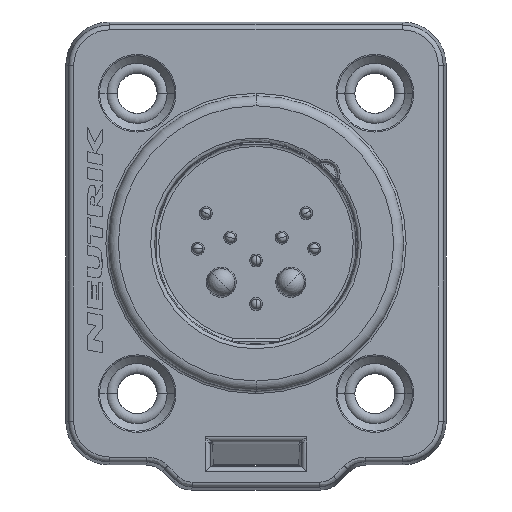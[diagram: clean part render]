
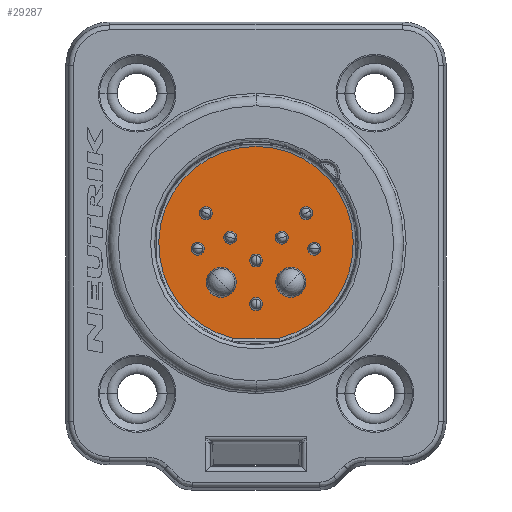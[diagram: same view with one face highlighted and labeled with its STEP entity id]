
A CAD part, top view. The second image highlights one B-rep face of the part: STEP entity #29287.
In plain terms, the highlighted planar face has unit normal (0, 0, 1).
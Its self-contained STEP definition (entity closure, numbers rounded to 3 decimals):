
#8010=CARTESIAN_POINT('',(0.,0.,-6.2));
#8011=DIRECTION('',(0.,0.,1.));
#8012=DIRECTION('',(0.239,-0.971,0.));
#8013=AXIS2_PLACEMENT_3D('',#8010,#8011,#8012);
#8031=DIRECTION('',(-1.,0.,0.));
#8032=VECTOR('',#8031,3.722);
#8033=CARTESIAN_POINT('',(1.861,-7.55,-6.2));
#8034=LINE('',#8033,#8032);
#8035=CARTESIAN_POINT('',(-2.775,-3.1,-6.2));
#8036=DIRECTION('',(0.,0.,1.));
#8037=DIRECTION('',(0.707,-0.707,0.));
#8038=AXIS2_PLACEMENT_3D('',#8035,#8036,#8037);
#8045=CARTESIAN_POINT('',(-2.775,-3.1,-6.2));
#8046=DIRECTION('',(0.,0.,1.));
#8047=DIRECTION('',(-0.707,0.707,0.));
#8048=AXIS2_PLACEMENT_3D('',#8045,#8046,#8047);
#8091=CARTESIAN_POINT('',(-4.,2.43,-6.2));
#8092=DIRECTION('',(0.,0.,-1.));
#8093=DIRECTION('',(0.866,-0.5,0.));
#8094=AXIS2_PLACEMENT_3D('',#8091,#8092,#8093);
#8101=CARTESIAN_POINT('',(-4.,2.43,-6.2));
#8102=DIRECTION('',(0.,0.,-1.));
#8103=DIRECTION('',(-0.866,0.5,0.));
#8104=AXIS2_PLACEMENT_3D('',#8101,#8102,#8103);
#8147=CARTESIAN_POINT('',(-2.055,0.48,-6.2));
#8148=DIRECTION('',(0.,0.,-1.));
#8149=DIRECTION('',(0.966,-0.259,0.));
#8150=AXIS2_PLACEMENT_3D('',#8147,#8148,#8149);
#8157=CARTESIAN_POINT('',(-2.055,0.48,-6.2));
#8158=DIRECTION('',(0.,0.,-1.));
#8159=DIRECTION('',(-0.966,0.259,0.));
#8160=AXIS2_PLACEMENT_3D('',#8157,#8158,#8159);
#8203=CARTESIAN_POINT('',(-4.65,-0.41,-6.2));
#8204=DIRECTION('',(0.,0.,-1.));
#8205=DIRECTION('',(1.,0.,0.));
#8206=AXIS2_PLACEMENT_3D('',#8203,#8204,#8205);
#8213=CARTESIAN_POINT('',(-4.65,-0.41,-6.2));
#8214=DIRECTION('',(0.,0.,-1.));
#8215=DIRECTION('',(-1.,0.,0.));
#8216=AXIS2_PLACEMENT_3D('',#8213,#8214,#8215);
#8259=CARTESIAN_POINT('',(2.775,-3.1,-6.2));
#8260=DIRECTION('',(0.,0.,1.));
#8261=DIRECTION('',(0.707,0.707,0.));
#8262=AXIS2_PLACEMENT_3D('',#8259,#8260,#8261);
#8269=CARTESIAN_POINT('',(2.775,-3.1,-6.2));
#8270=DIRECTION('',(0.,0.,1.));
#8271=DIRECTION('',(-0.707,-0.707,0.));
#8272=AXIS2_PLACEMENT_3D('',#8269,#8270,#8271);
#8315=CARTESIAN_POINT('',(4.,2.43,-6.2));
#8316=DIRECTION('',(0.,0.,-1.));
#8317=DIRECTION('',(-0.866,-0.5,0.));
#8318=AXIS2_PLACEMENT_3D('',#8315,#8316,#8317);
#8325=CARTESIAN_POINT('',(4.,2.43,-6.2));
#8326=DIRECTION('',(0.,0.,-1.));
#8327=DIRECTION('',(0.866,0.5,0.));
#8328=AXIS2_PLACEMENT_3D('',#8325,#8326,#8327);
#8371=CARTESIAN_POINT('',(2.055,0.48,-6.2));
#8372=DIRECTION('',(0.,0.,-1.));
#8373=DIRECTION('',(-0.966,-0.259,0.));
#8374=AXIS2_PLACEMENT_3D('',#8371,#8372,#8373);
#8381=CARTESIAN_POINT('',(2.055,0.48,-6.2));
#8382=DIRECTION('',(0.,0.,-1.));
#8383=DIRECTION('',(0.966,0.259,0.));
#8384=AXIS2_PLACEMENT_3D('',#8381,#8382,#8383);
#8427=CARTESIAN_POINT('',(4.65,-0.41,-6.2));
#8428=DIRECTION('',(0.,0.,-1.));
#8429=DIRECTION('',(-1.,0.,0.));
#8430=AXIS2_PLACEMENT_3D('',#8427,#8428,#8429);
#8437=CARTESIAN_POINT('',(4.65,-0.41,-6.2));
#8438=DIRECTION('',(0.,0.,-1.));
#8439=DIRECTION('',(1.,0.,0.));
#8440=AXIS2_PLACEMENT_3D('',#8437,#8438,#8439);
#8483=CARTESIAN_POINT('',(0.,-1.35,-6.2));
#8484=DIRECTION('',(0.,0.,-1.));
#8485=DIRECTION('',(0.,1.,0.));
#8486=AXIS2_PLACEMENT_3D('',#8483,#8484,#8485);
#8493=CARTESIAN_POINT('',(0.,-1.35,-6.2));
#8494=DIRECTION('',(0.,0.,-1.));
#8495=DIRECTION('',(0.,-1.,0.));
#8496=AXIS2_PLACEMENT_3D('',#8493,#8494,#8495);
#8539=CARTESIAN_POINT('',(0.,-4.83,-6.2));
#8540=DIRECTION('',(0.,0.,-1.));
#8541=DIRECTION('',(0.,1.,0.));
#8542=AXIS2_PLACEMENT_3D('',#8539,#8540,#8541);
#8549=CARTESIAN_POINT('',(0.,-4.83,-6.2));
#8550=DIRECTION('',(0.,0.,-1.));
#8551=DIRECTION('',(0.,-1.,0.));
#8552=AXIS2_PLACEMENT_3D('',#8549,#8550,#8551);
#17295=CARTESIAN_POINT('',(1.861,-7.55,-6.2));
#17296=CARTESIAN_POINT('',(-1.861,-7.55,-6.2));
#17297=VERTEX_POINT('',#17295);
#17298=VERTEX_POINT('',#17296);
#19970=CARTESIAN_POINT('',(0.,-0.84,-6.2));
#19971=CARTESIAN_POINT('',(0.,-1.86,-6.2));
#19972=VERTEX_POINT('',#19970);
#19973=VERTEX_POINT('',#19971);
#19974=CARTESIAN_POINT('',(0.,-4.32,-6.2));
#19975=CARTESIAN_POINT('',(0.,-5.34,-6.2));
#19976=VERTEX_POINT('',#19974);
#19977=VERTEX_POINT('',#19975);
#19978=CARTESIAN_POINT('',(4.14,-0.41,-6.2));
#19979=CARTESIAN_POINT('',(5.16,-0.41,-6.2));
#19980=VERTEX_POINT('',#19978);
#19981=VERTEX_POINT('',#19979);
#19982=CARTESIAN_POINT('',(-4.14,-0.41,-6.2));
#19983=CARTESIAN_POINT('',(-5.16,-0.41,-6.2));
#19984=VERTEX_POINT('',#19982);
#19985=VERTEX_POINT('',#19983);
#19986=CARTESIAN_POINT('',(-1.562,0.348,-6.2));
#19987=CARTESIAN_POINT('',(-2.548,0.612,-6.2));
#19988=VERTEX_POINT('',#19986);
#19989=VERTEX_POINT('',#19987);
#19990=CARTESIAN_POINT('',(1.562,0.348,-6.2));
#19991=CARTESIAN_POINT('',(2.548,0.612,-6.2));
#19992=VERTEX_POINT('',#19990);
#19993=VERTEX_POINT('',#19991);
#19994=CARTESIAN_POINT('',(3.558,2.175,-6.2));
#19995=CARTESIAN_POINT('',(4.442,2.685,-6.2));
#19996=VERTEX_POINT('',#19994);
#19997=VERTEX_POINT('',#19995);
#19998=CARTESIAN_POINT('',(-3.558,2.175,-6.2));
#19999=CARTESIAN_POINT('',(-4.442,2.685,-6.2));
#20000=VERTEX_POINT('',#19998);
#20001=VERTEX_POINT('',#19999);
#20002=CARTESIAN_POINT('',(3.616,-2.259,-6.2));
#20003=CARTESIAN_POINT('',(1.934,-3.941,-6.2));
#20004=VERTEX_POINT('',#20002);
#20005=VERTEX_POINT('',#20003);
#20006=CARTESIAN_POINT('',(-1.934,-3.941,-6.2));
#20007=CARTESIAN_POINT('',(-3.616,-2.259,-6.2));
#20008=VERTEX_POINT('',#20006);
#20009=VERTEX_POINT('',#20007);
#29218=CARTESIAN_POINT('',(0.,0.,-6.2));
#29219=DIRECTION('',(0.,0.,1.));
#29220=DIRECTION('',(0.,1.,0.));
#29221=AXIS2_PLACEMENT_3D('',#29218,#29219,#29220);
#29222=PLANE('',#29221);
#29223=ORIENTED_EDGE('',*,*,#29197,.F.);
#29224=ORIENTED_EDGE('',*,*,#29209,.T.);
#29225=EDGE_LOOP('',(#29223,#29224));
#29226=FACE_OUTER_BOUND('',#29225,.F.);
#29228=ORIENTED_EDGE('',*,*,#29227,.F.);
#29230=ORIENTED_EDGE('',*,*,#29229,.F.);
#29231=EDGE_LOOP('',(#29228,#29230));
#29232=FACE_BOUND('',#29231,.F.);
#29234=ORIENTED_EDGE('',*,*,#29233,.F.);
#29236=ORIENTED_EDGE('',*,*,#29235,.F.);
#29237=EDGE_LOOP('',(#29234,#29236));
#29238=FACE_BOUND('',#29237,.F.);
#29240=ORIENTED_EDGE('',*,*,#29239,.F.);
#29242=ORIENTED_EDGE('',*,*,#29241,.F.);
#29243=EDGE_LOOP('',(#29240,#29242));
#29244=FACE_BOUND('',#29243,.F.);
#29246=ORIENTED_EDGE('',*,*,#29245,.T.);
#29248=ORIENTED_EDGE('',*,*,#29247,.T.);
#29249=EDGE_LOOP('',(#29246,#29248));
#29250=FACE_BOUND('',#29249,.F.);
#29252=ORIENTED_EDGE('',*,*,#29251,.F.);
#29254=ORIENTED_EDGE('',*,*,#29253,.F.);
#29255=EDGE_LOOP('',(#29252,#29254));
#29256=FACE_BOUND('',#29255,.F.);
#29258=ORIENTED_EDGE('',*,*,#29257,.F.);
#29260=ORIENTED_EDGE('',*,*,#29259,.F.);
#29261=EDGE_LOOP('',(#29258,#29260));
#29262=FACE_BOUND('',#29261,.F.);
#29264=ORIENTED_EDGE('',*,*,#29263,.F.);
#29266=ORIENTED_EDGE('',*,*,#29265,.F.);
#29267=EDGE_LOOP('',(#29264,#29266));
#29268=FACE_BOUND('',#29267,.F.);
#29270=ORIENTED_EDGE('',*,*,#29269,.F.);
#29272=ORIENTED_EDGE('',*,*,#29271,.F.);
#29273=EDGE_LOOP('',(#29270,#29272));
#29274=FACE_BOUND('',#29273,.F.);
#29276=ORIENTED_EDGE('',*,*,#29275,.F.);
#29278=ORIENTED_EDGE('',*,*,#29277,.F.);
#29279=EDGE_LOOP('',(#29276,#29278));
#29280=FACE_BOUND('',#29279,.F.);
#29282=ORIENTED_EDGE('',*,*,#29281,.T.);
#29284=ORIENTED_EDGE('',*,*,#29283,.T.);
#29285=EDGE_LOOP('',(#29282,#29284));
#29286=FACE_BOUND('',#29285,.F.);
#29287=ADVANCED_FACE('',(#29226,#29232,#29238,#29244,#29250,#29256,#29262,
#29268,#29274,#29280,#29286),#29222,.T.);
#8014=CIRCLE('',#8013,7.776);
#8039=CIRCLE('',#8038,1.19);
#8049=CIRCLE('',#8048,1.19);
#8095=CIRCLE('',#8094,0.51);
#8105=CIRCLE('',#8104,0.51);
#8151=CIRCLE('',#8150,0.51);
#8161=CIRCLE('',#8160,0.51);
#8207=CIRCLE('',#8206,0.51);
#8217=CIRCLE('',#8216,0.51);
#8263=CIRCLE('',#8262,1.19);
#8273=CIRCLE('',#8272,1.19);
#8319=CIRCLE('',#8318,0.51);
#8329=CIRCLE('',#8328,0.51);
#8375=CIRCLE('',#8374,0.51);
#8385=CIRCLE('',#8384,0.51);
#8431=CIRCLE('',#8430,0.51);
#8441=CIRCLE('',#8440,0.51);
#8487=CIRCLE('',#8486,0.51);
#8497=CIRCLE('',#8496,0.51);
#8543=CIRCLE('',#8542,0.51);
#8553=CIRCLE('',#8552,0.51);
#29197=EDGE_CURVE('',#17297,#17298,#8014,.T.);
#29209=EDGE_CURVE('',#17297,#17298,#8034,.T.);
#29227=EDGE_CURVE('',#20000,#20001,#8095,.T.);
#29229=EDGE_CURVE('',#20001,#20000,#8105,.T.);
#29233=EDGE_CURVE('',#19988,#19989,#8151,.T.);
#29235=EDGE_CURVE('',#19989,#19988,#8161,.T.);
#29239=EDGE_CURVE('',#19984,#19985,#8207,.T.);
#29241=EDGE_CURVE('',#19985,#19984,#8217,.T.);
#29245=EDGE_CURVE('',#20004,#20005,#8263,.T.);
#29247=EDGE_CURVE('',#20005,#20004,#8273,.T.);
#29251=EDGE_CURVE('',#19996,#19997,#8319,.T.);
#29253=EDGE_CURVE('',#19997,#19996,#8329,.T.);
#29257=EDGE_CURVE('',#19992,#19993,#8375,.T.);
#29259=EDGE_CURVE('',#19993,#19992,#8385,.T.);
#29263=EDGE_CURVE('',#19980,#19981,#8431,.T.);
#29265=EDGE_CURVE('',#19981,#19980,#8441,.T.);
#29269=EDGE_CURVE('',#19972,#19973,#8487,.T.);
#29271=EDGE_CURVE('',#19973,#19972,#8497,.T.);
#29275=EDGE_CURVE('',#19976,#19977,#8543,.T.);
#29277=EDGE_CURVE('',#19977,#19976,#8553,.T.);
#29281=EDGE_CURVE('',#20008,#20009,#8039,.T.);
#29283=EDGE_CURVE('',#20009,#20008,#8049,.T.);
